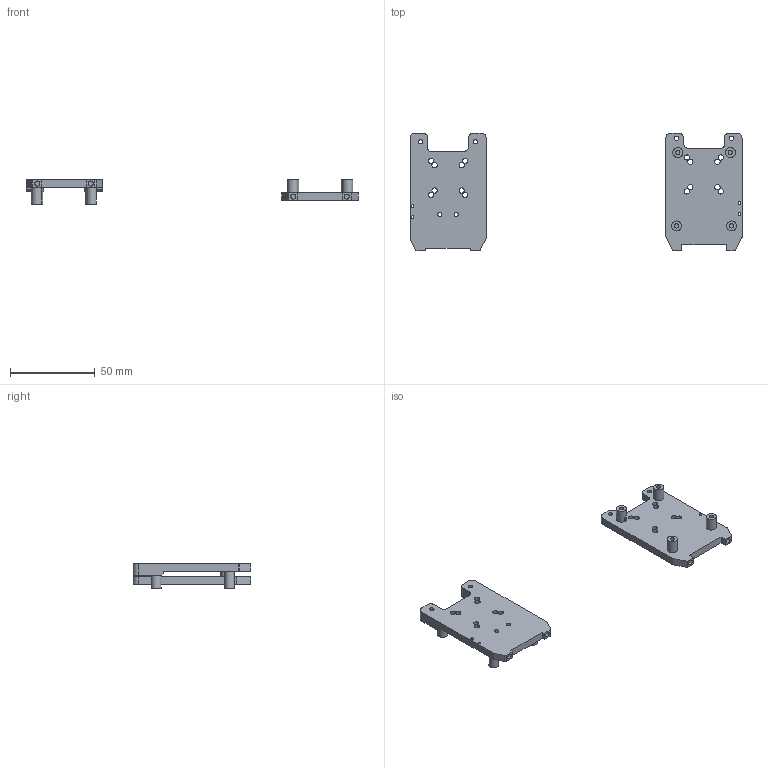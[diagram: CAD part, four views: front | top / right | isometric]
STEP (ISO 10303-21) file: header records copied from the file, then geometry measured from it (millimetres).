
FILE_DESCRIPTION(/* description */ (''),/* implementation_level */ '2;1');
FILE_NAME(/* name */ 'cartographer座 简化版.stp',/* time_stamp */ '2023-11-14T21:37:59+08:00',/* author */ (''),/* organization */ (''),/* preprocessor_version */ 'ST-DEVELOPER v16.7',/* originating_system */ 'SIEMENS PLM Software NX 12.0',/* authorisation */ '');
FILE_SCHEMA (('AUTOMOTIVE_DESIGN { 1 0 10303 214 3 1 1 1 }'));
Length unit declared in the file: millimetre
Products named in the file (1): cartographer 简化版
Bounding box: 196 x 69.6 x 14.4 mm (x, y, z)
Volume: 25843.6 mm3; surface area: 16352 mm2
Topology: 2 solids, 2 shells, 131 faces, 342 edges, 233 vertices
Faces by surface type: cylinder 67, plane 64
Full cylindrical faces by diameter (mm): 1.6 x4, 2.5 x10, 2.6 x4, 3 x4, 3.1 x16, 5.9 x8
Entity records: 4705 total; most frequent: DIRECTION 681, CARTESIAN_POINT 625, ORIENTED_EDGE 556, EDGE_CURVE 278, AXIS2_PLACEMENT_3D 271, EDGE_LOOP 247, VERTEX_POINT 215, FACE_BOUND 180
